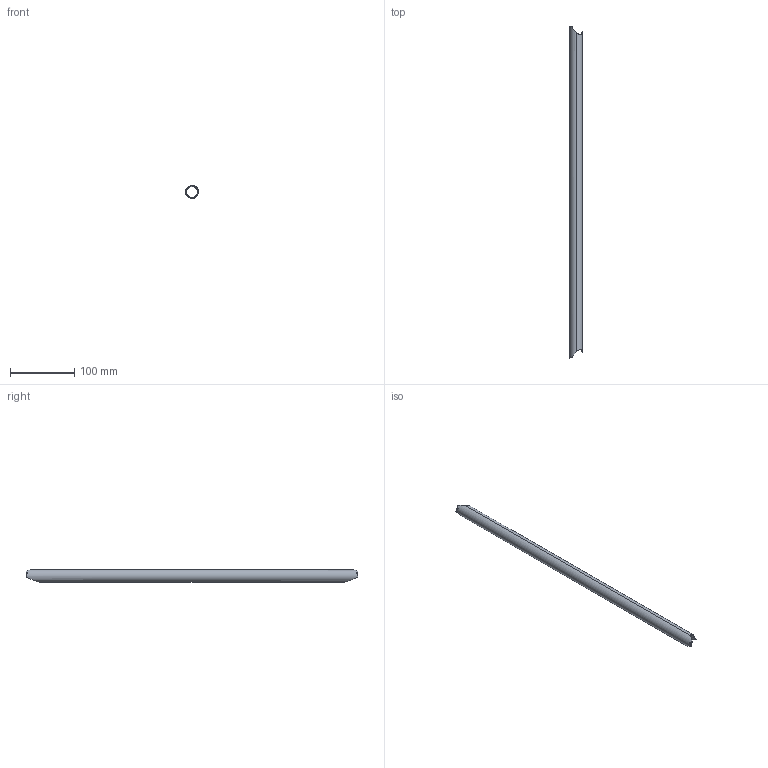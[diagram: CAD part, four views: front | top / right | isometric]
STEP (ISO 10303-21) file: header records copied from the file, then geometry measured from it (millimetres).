
FILE_DESCRIPTION(('STEP AP214'),'1');
FILE_NAME('124.stp','2019-12-11T17:06:17',(' '),(' '),'Spatial InterOp 3D',' ',' ');
FILE_SCHEMA(('AUTOMOTIVE_DESIGN { 1 0 10303 214 1 1 1 1 }'));
Length unit declared in the file: metre
Products named in the file (1): PartBody/Trim.1
Bounding box: 19.99 x 516 x 20 mm (x, y, z)
Volume: 42866.8 mm3; surface area: 57588.3 mm2
Topology: 3 solids, 3 shells, 19 faces, 49 edges, 34 vertices
Faces by surface type: cylinder 17, plane 2
Entity records: 1996 total; most frequent: CARTESIAN_POINT 1185, ORIENTED_EDGE 98, STYLED_ITEM 64, PRESENTATION_STYLE_ASSIGNMENT 64, COLOUR_RGB 64, DIRECTION 57, EDGE_CURVE 49, CURVE_STYLE 42
